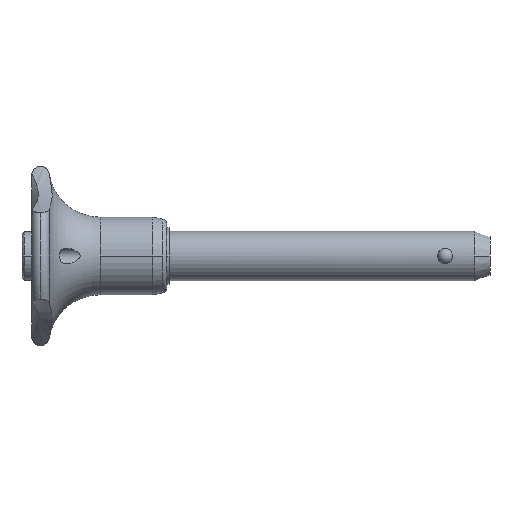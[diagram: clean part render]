
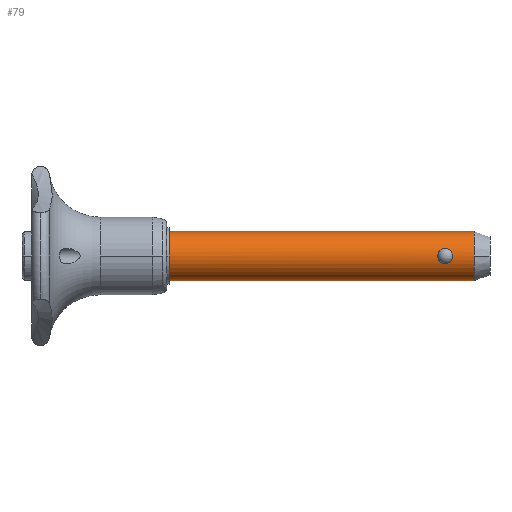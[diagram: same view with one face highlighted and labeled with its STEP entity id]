
A CAD part, left-side view. The second image highlights one B-rep face of the part: STEP entity #79.
In plain terms, the highlighted cylindrical face has radius 3.969 mm (diameter 7.938 mm), a partial arc.
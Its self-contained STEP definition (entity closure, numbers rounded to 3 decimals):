
#79=ADVANCED_FACE('',(#203,#204),#205,.T.);
#203=FACE_OUTER_BOUND('',#375,.T.);
#204=FACE_BOUND('',#376,.T.);
#205=CYLINDRICAL_SURFACE('',#377,3.969);
#375=EDGE_LOOP('',(#547,#548,#549,#550,#551));
#376=EDGE_LOOP('',(#552,#553));
#377=AXIS2_PLACEMENT_3D('',#554,#555,#556);
#547=ORIENTED_EDGE('',*,*,#1060,.F.);
#548=ORIENTED_EDGE('',*,*,#1061,.T.);
#549=ORIENTED_EDGE('',*,*,#1062,.T.);
#550=ORIENTED_EDGE('',*,*,#1063,.F.);
#551=ORIENTED_EDGE('',*,*,#1064,.F.);
#552=ORIENTED_EDGE('',*,*,#1065,.T.);
#553=ORIENTED_EDGE('',*,*,#1066,.T.);
#554=CARTESIAN_POINT('',(0.,-25.781,0.0));
#555=DIRECTION('',(0.,1.0,0.0));
#556=DIRECTION('',(0.0,0.0,-1.0));
#1060=EDGE_CURVE('',#1270,#1271,#1272,.T.);
#1061=EDGE_CURVE('',#1270,#1273,#1274,.T.);
#1062=EDGE_CURVE('',#1273,#1275,#1276,.T.);
#1063=EDGE_CURVE('',#1277,#1275,#1278,.T.);
#1064=EDGE_CURVE('',#1271,#1277,#1279,.T.);
#1065=EDGE_CURVE('',#1280,#1281,#1282,.T.);
#1066=EDGE_CURVE('',#1281,#1280,#1283,.T.);
#1270=VERTEX_POINT('',#1641);
#1271=VERTEX_POINT('',#1642);
#1272=LINE('',#1643,#1644);
#1273=VERTEX_POINT('',#1645);
#1274=CIRCLE('',#1646,3.969);
#1275=VERTEX_POINT('',#1647);
#1276=CIRCLE('',#1648,3.969);
#1277=VERTEX_POINT('',#1649);
#1278=LINE('',#1650,#1651);
#1279=CIRCLE('',#1652,3.969);
#1280=VERTEX_POINT('',#1653);
#1281=VERTEX_POINT('',#1654);
#1282=B_SPLINE_CURVE_WITH_KNOTS('',3,(#1655,#1656,#1657,#1658,#1659,#1660,#1661,#1662,#1663,#1664,#1665,#1666,#1667,#1668,#1669,#1670,#1671,#1672,#1673,#1674,#1675,#1676,#1677,#1678,#1679,#1680),.UNSPECIFIED.,.F.,.F.,(4,2,2,2,2,2,2,2,2,2,2,2,4),(0.0,0.401,0.802,0.988,1.174,1.485,1.795,2.106,2.416,2.603,2.789,3.19,3.59),.UNSPECIFIED.);
#1283=B_SPLINE_CURVE_WITH_KNOTS('',3,(#1681,#1682,#1683,#1684,#1685,#1686,#1687,#1688,#1689,#1690,#1691,#1692,#1693,#1694,#1695,#1696,#1697,#1698,#1699,#1700,#1701,#1702,#1703,#1704,#1705,#1706),.UNSPECIFIED.,.F.,.F.,(4,2,2,2,2,2,2,2,2,2,2,2,4),(3.59,3.991,4.392,4.578,4.764,5.075,5.386,5.696,6.007,6.193,6.379,6.78,7.181),.UNSPECIFIED.);
#1641=CARTESIAN_POINT('',(0.,-49.047,-3.969));
#1642=CARTESIAN_POINT('',(0.,0.0,-3.969));
#1643=CARTESIAN_POINT('',(0.,-25.781,-3.969));
#1644=VECTOR('',#3330,1.0);
#1645=CARTESIAN_POINT('',(-3.969,-49.047,0.));
#1646=AXIS2_PLACEMENT_3D('',#3331,#3332,#3333);
#1647=CARTESIAN_POINT('',(0.,-49.047,3.969));
#1648=AXIS2_PLACEMENT_3D('',#3334,#3335,#3336);
#1649=CARTESIAN_POINT('',(0.,0.,3.969));
#1650=CARTESIAN_POINT('',(0.,-25.781,3.969));
#1651=VECTOR('',#3337,1.0);
#1652=AXIS2_PLACEMENT_3D('',#3338,#3339,#3340);
#1653=CARTESIAN_POINT('',(-3.776,-44.344,1.222));
#1654=CARTESIAN_POINT('',(-3.776,-44.344,-1.222));
#1655=CARTESIAN_POINT('',(-3.776,-44.344,1.222));
#1656=CARTESIAN_POINT('',(-3.776,-44.477,1.222));
#1657=CARTESIAN_POINT('',(-3.784,-44.62,1.197));
#1658=CARTESIAN_POINT('',(-3.815,-44.884,1.095));
#1659=CARTESIAN_POINT('',(-3.837,-45.006,1.018));
#1660=CARTESIAN_POINT('',(-3.868,-45.149,0.889));
#1661=CARTESIAN_POINT('',(-3.879,-45.196,0.841));
#1662=CARTESIAN_POINT('',(-3.9,-45.279,0.736));
#1663=CARTESIAN_POINT('',(-3.911,-45.316,0.68));
#1664=CARTESIAN_POINT('',(-3.933,-45.397,0.536));
#1665=CARTESIAN_POINT('',(-3.947,-45.439,0.432));
#1666=CARTESIAN_POINT('',(-3.964,-45.495,0.216));
#1667=CARTESIAN_POINT('',(-3.969,-45.508,0.104));
#1668=CARTESIAN_POINT('',(-3.969,-45.508,-0.104));
#1669=CARTESIAN_POINT('',(-3.964,-45.495,-0.216));
#1670=CARTESIAN_POINT('',(-3.947,-45.439,-0.432));
#1671=CARTESIAN_POINT('',(-3.933,-45.397,-0.536));
#1672=CARTESIAN_POINT('',(-3.911,-45.316,-0.68));
#1673=CARTESIAN_POINT('',(-3.9,-45.279,-0.736));
#1674=CARTESIAN_POINT('',(-3.879,-45.196,-0.841));
#1675=CARTESIAN_POINT('',(-3.868,-45.149,-0.889));
#1676=CARTESIAN_POINT('',(-3.837,-45.006,-1.018));
#1677=CARTESIAN_POINT('',(-3.815,-44.884,-1.095));
#1678=CARTESIAN_POINT('',(-3.784,-44.62,-1.197));
#1679=CARTESIAN_POINT('',(-3.776,-44.477,-1.222));
#1680=CARTESIAN_POINT('',(-3.776,-44.344,-1.222));
#1681=CARTESIAN_POINT('',(-3.776,-44.344,-1.222));
#1682=CARTESIAN_POINT('',(-3.776,-44.21,-1.222));
#1683=CARTESIAN_POINT('',(-3.784,-44.068,-1.197));
#1684=CARTESIAN_POINT('',(-3.815,-43.804,-1.095));
#1685=CARTESIAN_POINT('',(-3.837,-43.682,-1.018));
#1686=CARTESIAN_POINT('',(-3.868,-43.538,-0.889));
#1687=CARTESIAN_POINT('',(-3.879,-43.492,-0.841));
#1688=CARTESIAN_POINT('',(-3.9,-43.408,-0.736));
#1689=CARTESIAN_POINT('',(-3.911,-43.371,-0.68));
#1690=CARTESIAN_POINT('',(-3.933,-43.291,-0.536));
#1691=CARTESIAN_POINT('',(-3.947,-43.248,-0.432));
#1692=CARTESIAN_POINT('',(-3.964,-43.193,-0.216));
#1693=CARTESIAN_POINT('',(-3.969,-43.18,-0.104));
#1694=CARTESIAN_POINT('',(-3.969,-43.18,0.104));
#1695=CARTESIAN_POINT('',(-3.964,-43.193,0.216));
#1696=CARTESIAN_POINT('',(-3.947,-43.248,0.432));
#1697=CARTESIAN_POINT('',(-3.933,-43.291,0.536));
#1698=CARTESIAN_POINT('',(-3.911,-43.371,0.68));
#1699=CARTESIAN_POINT('',(-3.9,-43.408,0.736));
#1700=CARTESIAN_POINT('',(-3.879,-43.492,0.841));
#1701=CARTESIAN_POINT('',(-3.868,-43.538,0.889));
#1702=CARTESIAN_POINT('',(-3.837,-43.682,1.018));
#1703=CARTESIAN_POINT('',(-3.815,-43.804,1.095));
#1704=CARTESIAN_POINT('',(-3.784,-44.068,1.197));
#1705=CARTESIAN_POINT('',(-3.776,-44.21,1.222));
#1706=CARTESIAN_POINT('',(-3.776,-44.344,1.222));
#3330=DIRECTION('',(0.,1.0,0.0));
#3331=CARTESIAN_POINT('',(0.,-49.047,0.0));
#3332=DIRECTION('',(0.,1.0,0.));
#3333=DIRECTION('',(0.,0.,-1.0));
#3334=CARTESIAN_POINT('',(0.,-49.047,0.0));
#3335=DIRECTION('',(0.,1.0,0.));
#3336=DIRECTION('',(0.,0.,-1.0));
#3337=DIRECTION('',(0.,-1.0,-0.0));
#3338=CARTESIAN_POINT('',(0.,0.0,0.0));
#3339=DIRECTION('',(0.,1.0,0.0));
#3340=DIRECTION('',(0.0,0.0,-1.0));
